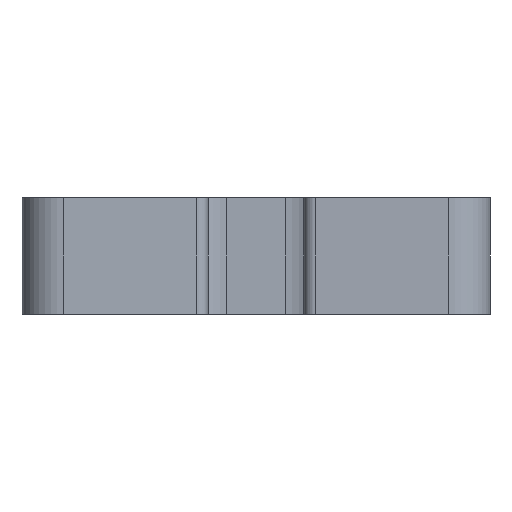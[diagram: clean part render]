
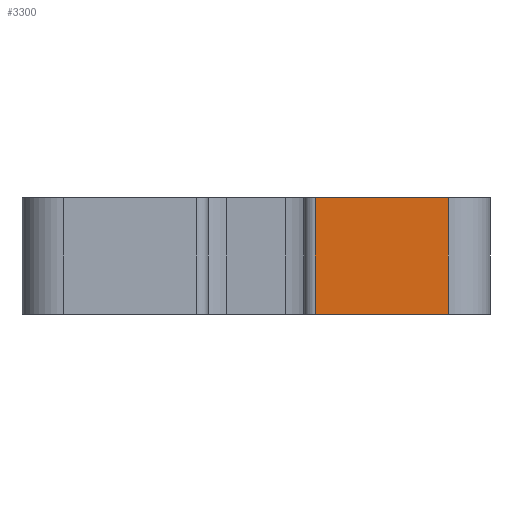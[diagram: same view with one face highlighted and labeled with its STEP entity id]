
A CAD part, front view. The second image highlights one B-rep face of the part: STEP entity #3300.
In plain terms, the highlighted planar face has unit normal (-0.018, -1, 0).
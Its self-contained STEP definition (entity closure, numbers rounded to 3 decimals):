
#642=CARTESIAN_POINT('',(16.439,-40.,-5.0));
#643=VERTEX_POINT('',#642);
#651=CARTESIAN_POINT('',(5.083,-39.802,-5.0));
#652=VERTEX_POINT('',#651);
#653=CARTESIAN_POINT('',(5.083,-39.802,-5.0));
#654=DIRECTION('',(1.,-0.017,0.0));
#655=VECTOR('',#654,11.359);
#656=LINE('',#653,#655);
#657=EDGE_CURVE('',#652,#643,#656,.T.);
#1681=CARTESIAN_POINT('',(5.083,-39.802,5.0));
#1682=VERTEX_POINT('',#1681);
#1690=CARTESIAN_POINT('',(16.439,-40.,5.0));
#1691=VERTEX_POINT('',#1690);
#1692=CARTESIAN_POINT('',(16.439,-40.,5.0));
#1693=DIRECTION('',(-1.,0.017,0.0));
#1694=VECTOR('',#1693,11.359);
#1695=LINE('',#1692,#1694);
#1696=EDGE_CURVE('',#1691,#1682,#1695,.T.);
#3273=CARTESIAN_POINT('',(16.439,-40.,-5.0));
#3274=DIRECTION('',(0.0,0.0,1.0));
#3275=VECTOR('',#3274,10.0);
#3276=LINE('',#3273,#3275);
#3277=EDGE_CURVE('',#643,#1691,#3276,.T.);
#3284=CARTESIAN_POINT('',(16.439,-40.,0.0));
#3285=DIRECTION('',(-0.017,-1.,0.0));
#3286=DIRECTION('',(0.0,0.0,-1.0));
#3287=AXIS2_PLACEMENT_3D('',#3284,#3285,#3286);
#3288=PLANE('',#3287);
#3289=ORIENTED_EDGE('',*,*,#1696,.T.);
#3290=CARTESIAN_POINT('',(5.083,-39.802,-5.0));
#3291=DIRECTION('',(0.0,0.0,1.0));
#3292=VECTOR('',#3291,10.0);
#3293=LINE('',#3290,#3292);
#3294=EDGE_CURVE('',#652,#1682,#3293,.T.);
#3295=ORIENTED_EDGE('',*,*,#3294,.F.);
#3296=ORIENTED_EDGE('',*,*,#657,.T.);
#3297=ORIENTED_EDGE('',*,*,#3277,.T.);
#3298=EDGE_LOOP('',(#3289,#3295,#3296,#3297));
#3299=FACE_OUTER_BOUND('',#3298,.T.);
#3300=ADVANCED_FACE('',(#3299),#3288,.T.);
